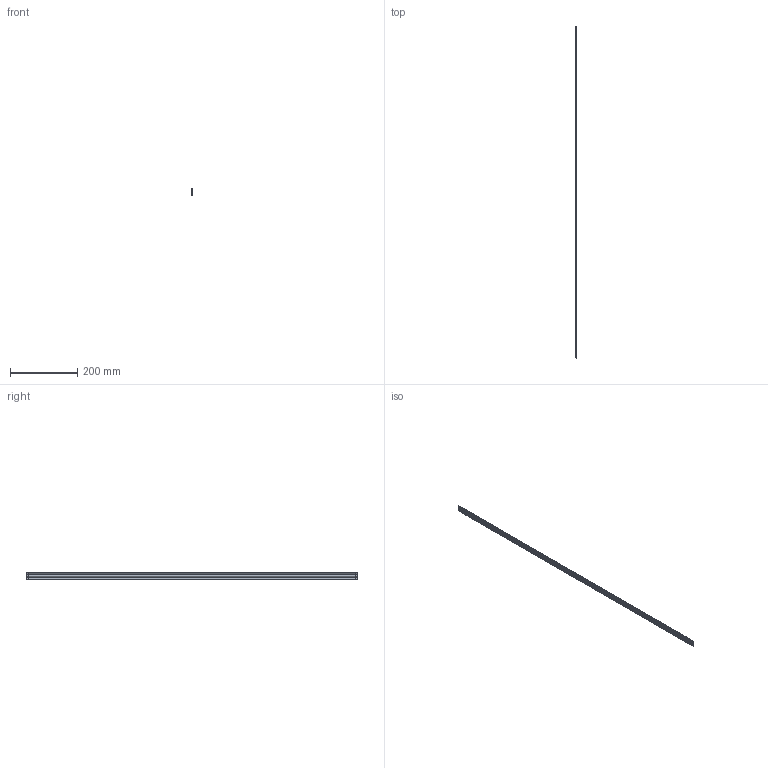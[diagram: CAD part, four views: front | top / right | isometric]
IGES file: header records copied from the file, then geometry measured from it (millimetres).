
Start section: SolidWorks IGES file using analytic representation for surfaces
Global section: file name: 20371-39-WW.IGS; native system: SolidWorks 2016; preprocessor: SolidWorks 2016; author: Obadiah Bucchieri; date: 170428.153417; units: inch
Bounding box: 1.02 x 990.6 x 18.8 mm (x, y, z)
Surface area: 105748.8 mm2 (no closed solid volume)
Topology: 0 solids, 0 shells, 150 faces, 1800 edges, 1800 vertices
Faces by surface type: revolution 90, bspline 60
